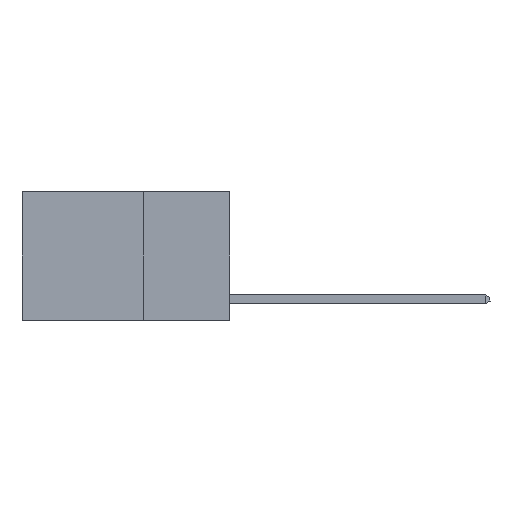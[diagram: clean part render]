
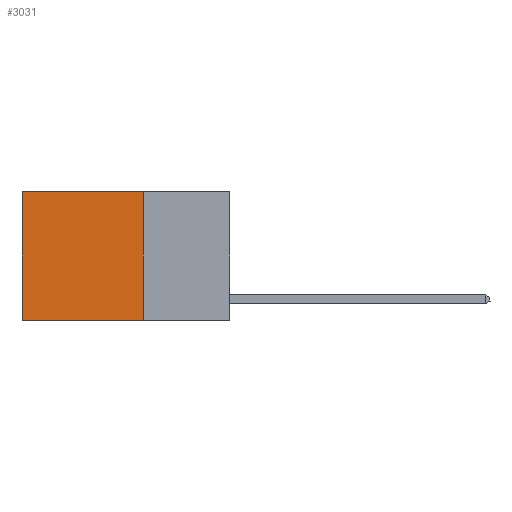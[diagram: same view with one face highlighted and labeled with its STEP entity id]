
A CAD part, left-side view. The second image highlights one B-rep face of the part: STEP entity #3031.
In plain terms, the highlighted planar face has unit normal (-1, 0, 0).
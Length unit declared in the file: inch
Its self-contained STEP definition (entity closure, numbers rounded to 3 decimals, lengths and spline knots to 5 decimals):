
#296 = DIRECTION ( 'NONE',  ( 0., 0., -1. ) ) ;
#1264 = VERTEX_POINT ( 'NONE', #4630 ) ;
#1657 = CARTESIAN_POINT ( 'NONE',  ( 0.2625, 0.6, 0. ) ) ;
#2126 = VECTOR ( 'NONE', #3895, 39.37008 ) ;
#2369 = EDGE_CURVE ( 'NONE', #10452, #4230, #11984, .T. ) ;
#3031 = ADVANCED_FACE ( 'NONE', ( #8617 ), #7671, .F. ) ;
#3467 = EDGE_CURVE ( 'NONE', #4230, #1264, #8604, .T. ) ;
#3524 = ORIENTED_EDGE ( 'NONE', *, *, #2369, .F. ) ;
#3895 = DIRECTION ( 'NONE',  ( 0., 1., 0. ) ) ;
#4083 = CARTESIAN_POINT ( 'NONE',  ( 0.2625, 0.25, 0. ) ) ;
#4230 = VERTEX_POINT ( 'NONE', #12390 ) ;
#4630 = CARTESIAN_POINT ( 'NONE',  ( 0.2625, 0.6, -0.37 ) ) ;
#4855 = EDGE_LOOP ( 'NONE', ( #8637, #11228, #3524, #8939 ) ) ;
#5253 = LINE ( 'NONE', #9941, #2126 ) ;
#5685 = CARTESIAN_POINT ( 'NONE',  ( 0.2625, 0.25, 0. ) ) ;
#5775 = VECTOR ( 'NONE', #12784, 39.37008 ) ;
#5938 = VECTOR ( 'NONE', #12238, 39.37008 ) ;
#6126 = AXIS2_PLACEMENT_3D ( 'NONE', #5685, #12581, #6701 ) ;
#6585 = CARTESIAN_POINT ( 'NONE',  ( 0.2625, 0.25, 0. ) ) ;
#6701 = DIRECTION ( 'NONE',  ( 0., 0., -1. ) ) ;
#6825 = EDGE_CURVE ( 'NONE', #8948, #1264, #8761, .T. ) ;
#7308 = CARTESIAN_POINT ( 'NONE',  ( 0.2625, 0.25, -0.37 ) ) ;
#7671 = PLANE ( 'NONE',  #6126 ) ;
#8389 = EDGE_CURVE ( 'NONE', #10452, #8948, #5253, .T. ) ;
#8604 = LINE ( 'NONE', #7308, #5938 ) ;
#8617 = FACE_OUTER_BOUND ( 'NONE', #4855, .T. ) ;
#8637 = ORIENTED_EDGE ( 'NONE', *, *, #6825, .T. ) ;
#8761 = LINE ( 'NONE', #1657, #5775 ) ;
#8939 = ORIENTED_EDGE ( 'NONE', *, *, #8389, .T. ) ;
#8948 = VERTEX_POINT ( 'NONE', #11716 ) ;
#9088 = VECTOR ( 'NONE', #296, 39.37008 ) ;
#9941 = CARTESIAN_POINT ( 'NONE',  ( 0.2625, 0.25, 0. ) ) ;
#10452 = VERTEX_POINT ( 'NONE', #4083 ) ;
#11228 = ORIENTED_EDGE ( 'NONE', *, *, #3467, .F. ) ;
#11716 = CARTESIAN_POINT ( 'NONE',  ( 0.2625, 0.6, 0. ) ) ;
#11984 = LINE ( 'NONE', #6585, #9088 ) ;
#12238 = DIRECTION ( 'NONE',  ( 0., 1., 0. ) ) ;
#12390 = CARTESIAN_POINT ( 'NONE',  ( 0.2625, 0.25, -0.37 ) ) ;
#12581 = DIRECTION ( 'NONE',  ( 1., 0., 0. ) ) ;
#12784 = DIRECTION ( 'NONE',  ( 0., 0., -1. ) ) ;
